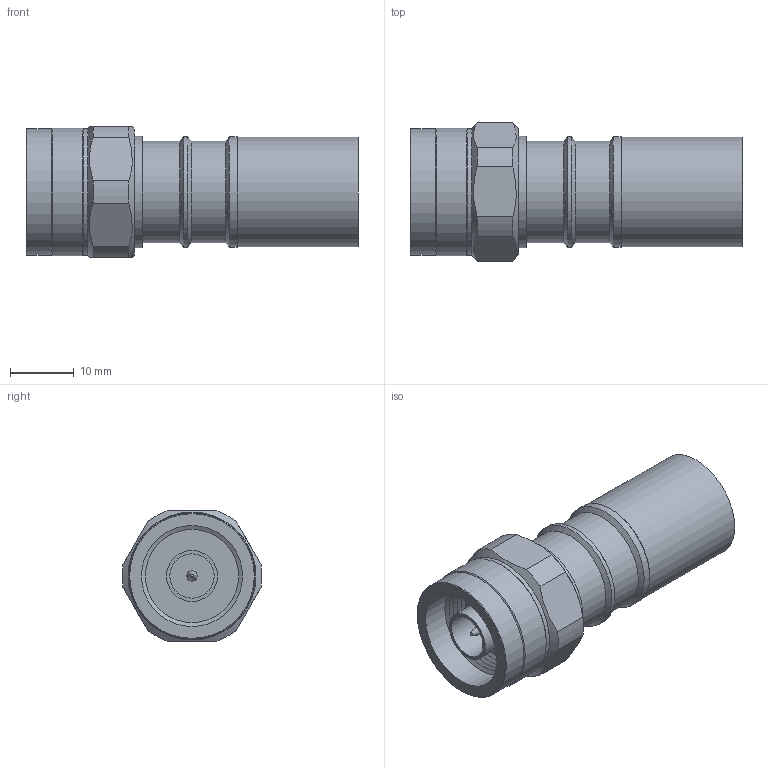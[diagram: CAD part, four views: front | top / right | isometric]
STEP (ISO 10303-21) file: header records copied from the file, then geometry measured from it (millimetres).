
FILE_DESCRIPTION (( 'STEP AP214' ), '1' );
FILE_NAME ('TC-600-NMH-X.STEP', '2020-03-04T20:06:35', ( '' ), ( '' ), 'SwSTEP 2.0', 'SolidWorks 2018', '' );
FILE_SCHEMA (( 'AUTOMOTIVE_DESIGN' ));
Length unit declared in the file: inch
Products named in the file (3): TC-600-NMH-X; TC-600-NMH-X_body; TC-600-NMH-X_ferrule
Assembly tree (2 placements, depth 2):
  TC-600-NMH-X
    TC-600-NMH-X_body
    TC-600-NMH-X_ferrule
Bounding box: 52.19 x 21.98 x 20.57 mm (x, y, z)
Volume: 8706.4 mm3; surface area: 6852.2 mm2
Topology: 2 solids, 2 shells, 68 faces, 136 edges, 82 vertices
Faces by surface type: cone 24, cylinder 24, plane 19, torus 1
Full cylindrical faces by diameter (mm): 1.65 x1, 6.98 x1, 8 x1, 11.682 x1, 13.502 x1, 13.883 x1, 15.671 x1, 15.875 x1, 15.893 x2, 17.194 x1, 17.395 x2, 17.473 x1, 17.501 x1, 19.808 x2, 20.104 x1
Entity records: 1724 total; most frequent: CARTESIAN_POINT 349, DIRECTION 290, ORIENTED_EDGE 180, AXIS2_PLACEMENT_3D 139, EDGE_LOOP 122, EDGE_CURVE 90, FACE_OUTER_BOUND 86, VERTEX_POINT 78
